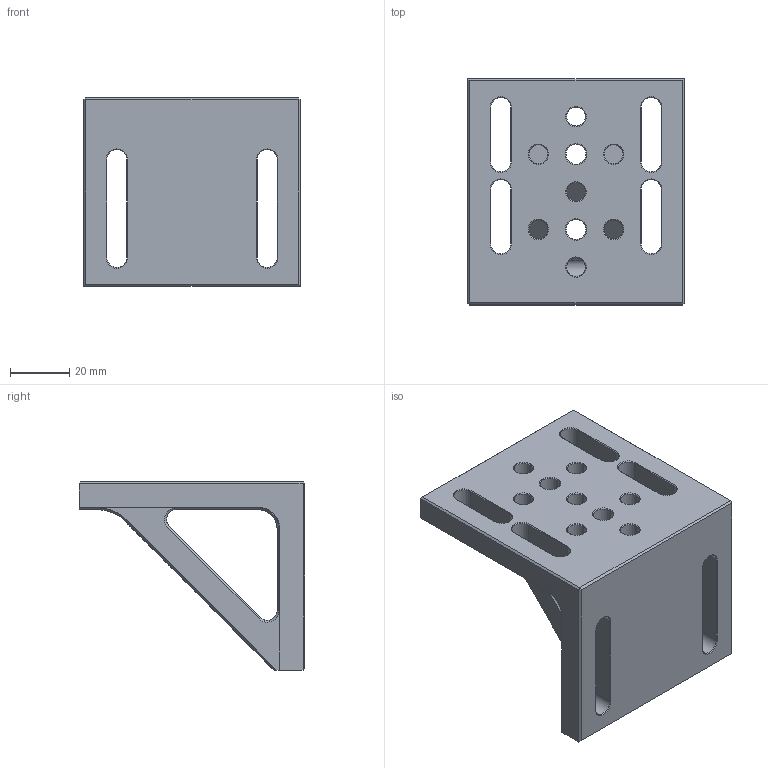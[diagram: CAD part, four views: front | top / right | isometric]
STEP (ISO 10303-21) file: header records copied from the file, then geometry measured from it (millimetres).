
FILE_DESCRIPTION (( 'STEP AP214' ), '1' );
FILE_NAME ('0074-E0W.STEP', '2013-06-07T13:50:26', ( '' ), ( '' ), 'SwSTEP 2.0', 'SolidWorks 2012', '' );
FILE_SCHEMA (( 'AUTOMOTIVE_DESIGN' ));
Length unit declared in the file: inch
Products named in the file (1): 0074-E0W
Bounding box: 73.15 x 76.2 x 63.5 mm (x, y, z)
Volume: 94560.1 mm3; surface area: 29995.6 mm2
Topology: 1 solids, 1 shells, 175 faces, 422 edges, 250 vertices
Faces by surface type: plane 76, cone 55, cylinder 44
Entity records: 7549 total; most frequent: CARTESIAN_POINT 1055, DIRECTION 896, ORIENTED_EDGE 844, EDGE_CURVE 422, AXIS2_PLACEMENT_3D 313, VECTOR 270, LINE 270, VERTEX_POINT 250
